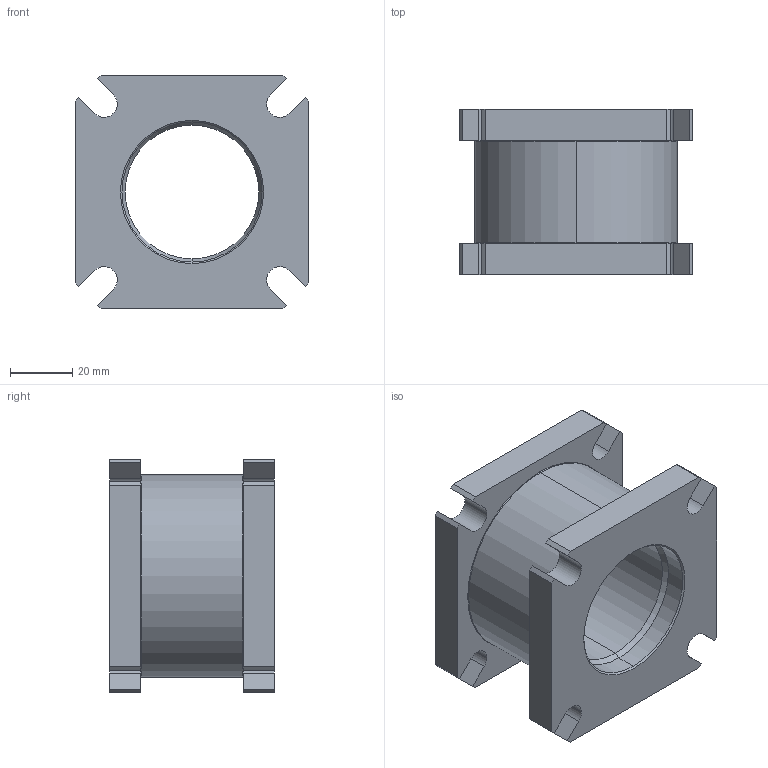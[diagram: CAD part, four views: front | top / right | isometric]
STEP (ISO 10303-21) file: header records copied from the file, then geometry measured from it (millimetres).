
FILE_DESCRIPTION (( 'STEP AP214' ), '1' );
FILE_NAME ('RD001413.STEP', '2023-07-13T06:46:12', ( '' ), ( '' ), 'SwSTEP 2.0', 'SolidWorks 2022', '' );
FILE_SCHEMA (( 'AUTOMOTIVE_DESIGN' ));
Length unit declared in the file: millimetre
Products named in the file (1): RD001413
Bounding box: 75 x 53 x 75 mm (x, y, z)
Volume: 132919 mm3; surface area: 31829.8 mm2
Topology: 1 solids, 1 shells, 76 faces, 200 edges, 128 vertices
Faces by surface type: cylinder 36, plane 28, cone 8, torus 4
Entity records: 2398 total; most frequent: DIRECTION 438, CARTESIAN_POINT 405, ORIENTED_EDGE 400, EDGE_CURVE 200, AXIS2_PLACEMENT_3D 161, VERTEX_POINT 128, LINE 116, VECTOR 116
